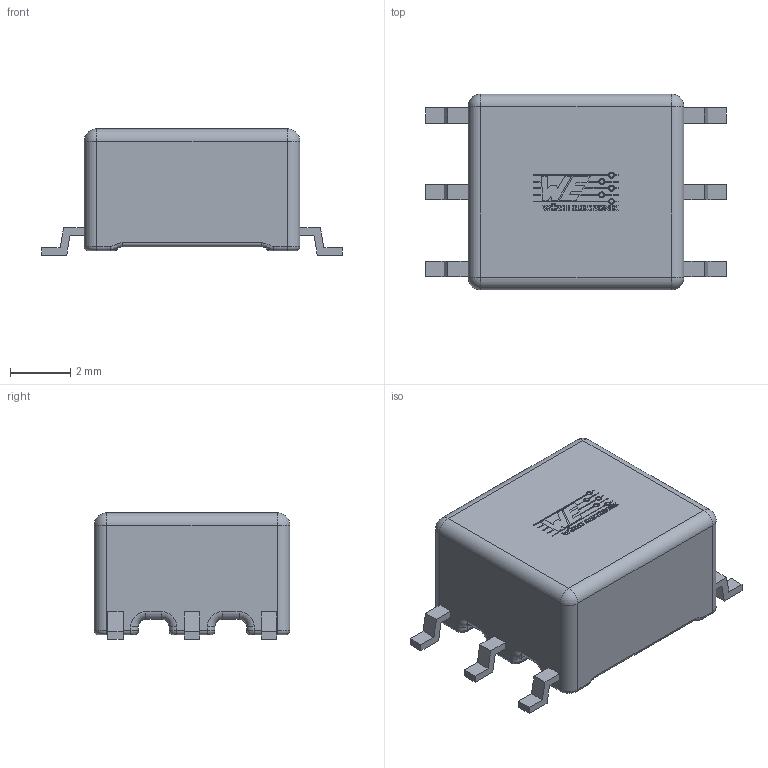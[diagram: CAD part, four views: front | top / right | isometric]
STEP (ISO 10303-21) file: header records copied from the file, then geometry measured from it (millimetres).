
FILE_DESCRIPTION(/* description */ ('STEP AP214'),/* implementation_level */ '2;1');
FILE_NAME(/* name */ '760390014.stp',/* time_stamp */ '2020-07-14T07:20:30+02:00',/* author */ ('khaled'),/* organization */ (''),/* preprocessor_version */ 'ST-DEVELOPER v17.2',/* originating_system */ 'Autodesk Inventor 2019',/* authorisation */ '');
FILE_SCHEMA (('AUTOMOTIVE_DESIGN { 1 0 10303 214 3 1 1 }'));
Products named in the file (5): 760390014; 250-1109_6A; 150-2770_6A; 1; Wurth Electronik
Assembly tree (4 placements, depth 2):
  760390014
    250-1109_6A
    150-2770_6A
    1
    Wurth Electronik
Bounding box: 9.96 x 6.48 x 4.19 mm (x, y, z)
Volume: 116 mm3; surface area: 354.4 mm2
Topology: 35 solids, 35 shells, 771 faces, 1991 edges, 1286 vertices
Faces by surface type: plane 505, bspline 144, cylinder 82, torus 32, sphere 8
Full cylindrical faces by diameter (mm): 2.5 x1, 4.5 x1
Entity records: 24778 total; most frequent: CARTESIAN_POINT 6317, ORIENTED_EDGE 3974, DIRECTION 3339, EDGE_CURVE 1987, LINE 1499, VECTOR 1499, VERTEX_POINT 1286, AXIS2_PLACEMENT_3D 920
